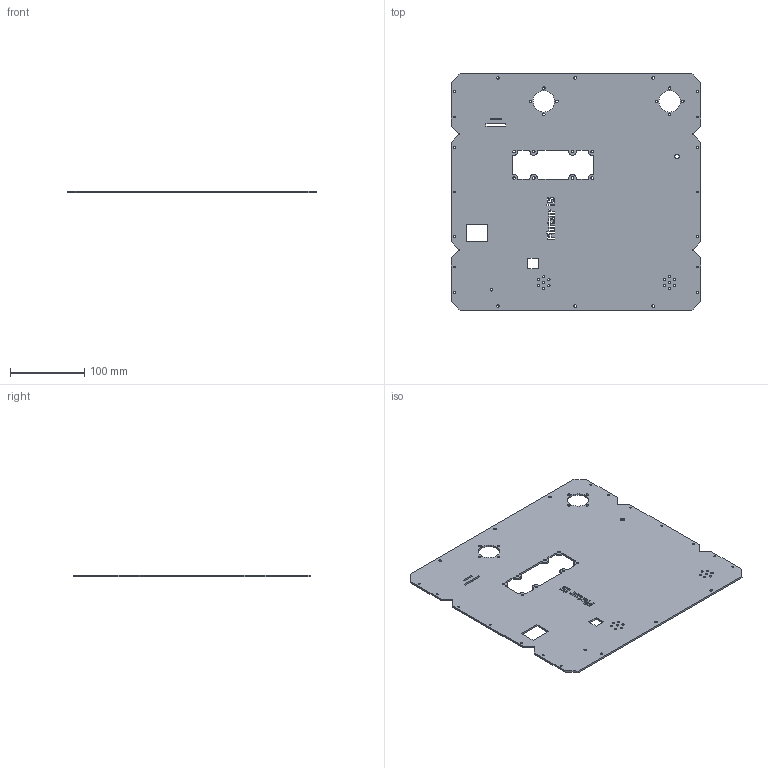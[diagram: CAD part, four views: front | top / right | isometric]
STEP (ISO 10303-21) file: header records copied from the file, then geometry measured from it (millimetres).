
Length unit declared in the file: millimetre
Products named in the file (1): Upper
Bounding box: 336.6 x 321.2 x 2.5 mm (x, y, z)
Volume: 251235.9 mm3; surface area: 208177.1 mm2
Topology: 1 solids, 1 shells, 223 faces, 663 edges, 442 vertices
Faces by surface type: plane 112, cylinder 74, bspline 37
Full cylindrical faces by diameter (mm): 2.459 x14, 3 x14, 3.3 x1, 3.5 x22, 6 x1, 29 x2
Entity records: 8133 total; most frequent: CARTESIAN_POINT 1941, ORIENTED_EDGE 1326, DIRECTION 1111, EDGE_CURVE 663, VERTEX_POINT 442, LINE 441, VECTOR 441, EDGE_LOOP 359
